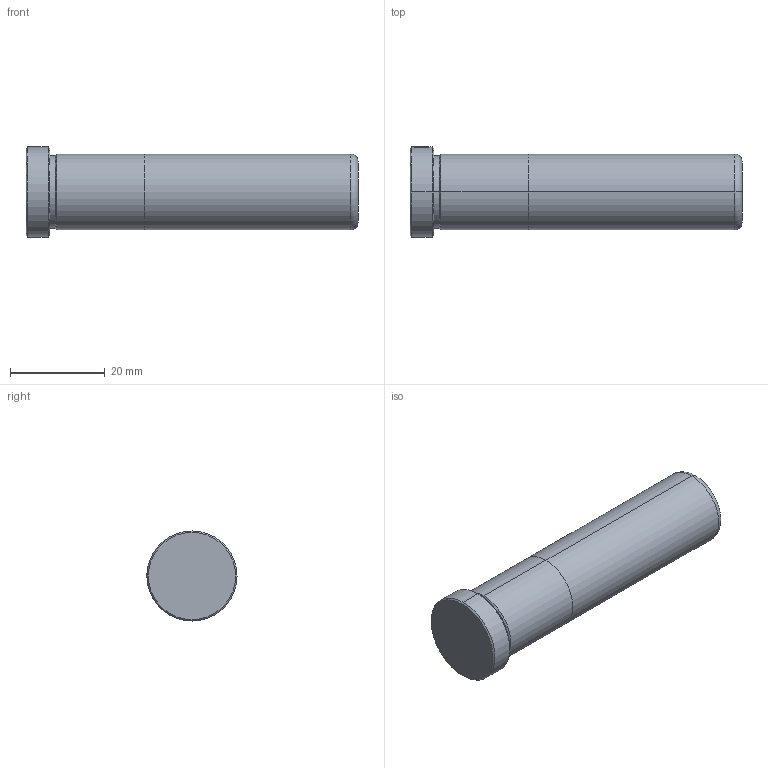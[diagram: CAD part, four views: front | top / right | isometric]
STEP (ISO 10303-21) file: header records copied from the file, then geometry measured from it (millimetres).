
FILE_DESCRIPTION (( 'STEP AP214' ), '1' );
FILE_NAME ('GPHV-D16-L70.step', '2021-09-09T07:23:06', ( 'User' ), ( 'china' ), 'SwSTEP 2.0', 'SolidWorks 2016', '' );
FILE_SCHEMA (( 'AUTOMOTIVE_DESIGN' ));
Length unit declared in the file: millimetre
Products named in the file (1): GPHV-D16-L70
Bounding box: 70 x 19 x 19 mm (x, y, z)
Volume: 14416.1 mm3; surface area: 4120.3 mm2
Topology: 1 solids, 1 shells, 41 faces, 90 edges, 56 vertices
Faces by surface type: cylinder 16, plane 13, cone 8, torus 4
Entity records: 1312 total; most frequent: CARTESIAN_POINT 378, DIRECTION 194, ORIENTED_EDGE 180, EDGE_CURVE 90, AXIS2_PLACEMENT_3D 78, VERTEX_POINT 56, EDGE_LOOP 46, ADVANCED_FACE 41
